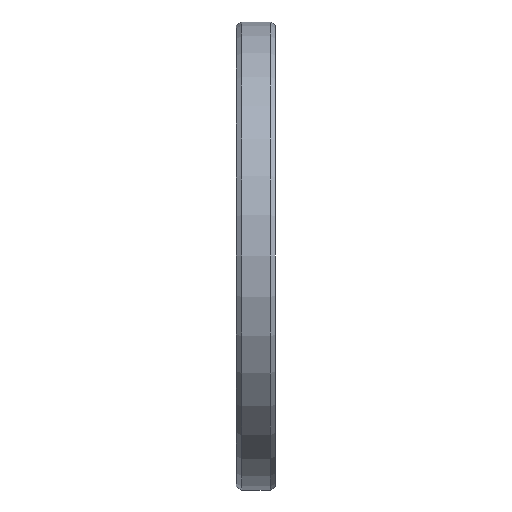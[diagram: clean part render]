
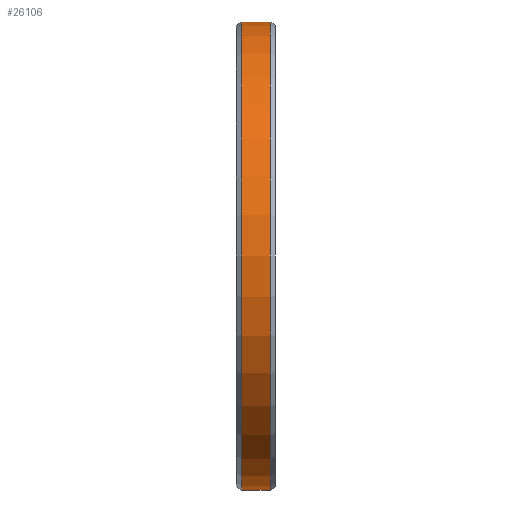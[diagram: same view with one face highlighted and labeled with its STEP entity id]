
A CAD part, left-side view. The second image highlights one B-rep face of the part: STEP entity #26106.
In plain terms, the highlighted cylindrical face has radius 90 mm (diameter 180 mm), a partial arc.
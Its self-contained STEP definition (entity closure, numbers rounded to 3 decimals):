
#25416=DIRECTION('',(0.,1.,0.));
#25417=VECTOR('',#25416,11.);
#25418=CARTESIAN_POINT('',(0.,-5.5,-90.));
#25419=LINE('',#25418,#25417);
#25423=DIRECTION('',(0.,1.,0.));
#25424=VECTOR('',#25423,11.);
#25425=CARTESIAN_POINT('',(0.,-5.5,90.));
#25426=LINE('',#25425,#25424);
#25430=CARTESIAN_POINT('',(0.,-5.5,0.));
#25431=DIRECTION('',(0.,1.,0.));
#25432=DIRECTION('',(0.,0.,-1.));
#25433=AXIS2_PLACEMENT_3D('',#25430,#25431,#25432);
#25468=CARTESIAN_POINT('',(0.,5.5,0.));
#25469=DIRECTION('',(0.,1.,0.));
#25470=DIRECTION('',(0.,0.,-1.));
#25471=AXIS2_PLACEMENT_3D('',#25468,#25469,#25470);
#25501=CARTESIAN_POINT('',(0.,-5.5,-90.));
#25503=VERTEX_POINT('',#25501);
#25504=CARTESIAN_POINT('',(0.,5.5,-90.));
#25505=VERTEX_POINT('',#25504);
#25533=CARTESIAN_POINT('',(0.,-5.5,90.));
#25535=VERTEX_POINT('',#25533);
#25536=CARTESIAN_POINT('',(0.,5.5,90.));
#25537=VERTEX_POINT('',#25536);
#26092=CARTESIAN_POINT('',(0.,196.109,0.));
#26093=DIRECTION('',(0.,-1.,0.));
#26094=DIRECTION('',(0.,0.,1.));
#26095=AXIS2_PLACEMENT_3D('',#26092,#26093,#26094);
#26096=CYLINDRICAL_SURFACE('',#26095,90.);
#26098=ORIENTED_EDGE('',*,*,#26097,.T.);
#26100=ORIENTED_EDGE('',*,*,#26099,.T.);
#26102=ORIENTED_EDGE('',*,*,#26101,.F.);
#26103=ORIENTED_EDGE('',*,*,#26078,.F.);
#26104=EDGE_LOOP('',(#26098,#26100,#26102,#26103));
#26105=FACE_OUTER_BOUND('',#26104,.F.);
#25434=CIRCLE('',#25433,90.);
#25472=CIRCLE('',#25471,90.);
#26078=EDGE_CURVE('',#25503,#25535,#25434,.T.);
#26097=EDGE_CURVE('',#25503,#25505,#25419,.T.);
#26099=EDGE_CURVE('',#25505,#25537,#25472,.T.);
#26101=EDGE_CURVE('',#25535,#25537,#25426,.T.);
#26106=ADVANCED_FACE('',(#26105),#26096,.T.);
